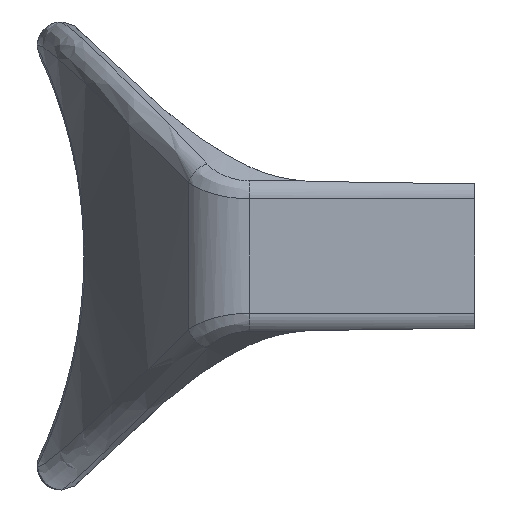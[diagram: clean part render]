
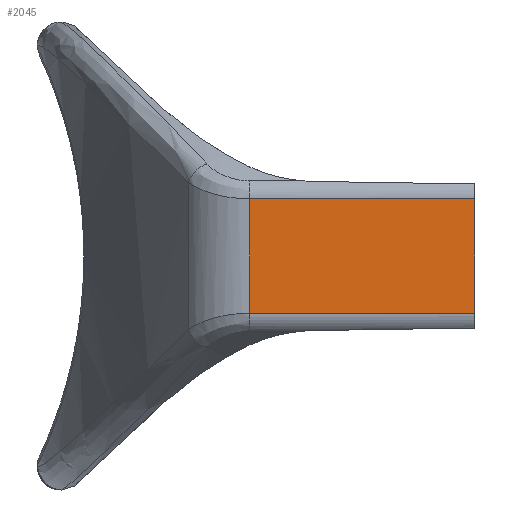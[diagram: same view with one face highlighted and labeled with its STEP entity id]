
A CAD part, left-side view. The second image highlights one B-rep face of the part: STEP entity #2045.
In plain terms, the highlighted planar face has unit normal (-1, 0, 0).
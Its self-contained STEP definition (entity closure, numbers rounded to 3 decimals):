
#108 = EDGE_LOOP ( 'NONE', ( #2943, #2532, #2589, #1873, #3681 ) ) ;
#709 = CARTESIAN_POINT ( 'NONE',  ( -117., 8.831, 3.18 ) ) ;
#795 = LINE ( 'NONE', #3476, #2140 ) ;
#1026 = DIRECTION ( 'NONE',  ( -1., 0., 0. ) ) ;
#1082 = CARTESIAN_POINT ( 'NONE',  ( -117., 0., 0. ) ) ;
#1189 = CARTESIAN_POINT ( 'NONE',  ( -117., 0., 0. ) ) ;
#1247 = EDGE_CURVE ( 'NONE', #3254, #3485, #3419, .T. ) ;
#1329 = CARTESIAN_POINT ( 'NONE',  ( -117., 0., 3.18 ) ) ;
#1397 = VECTOR ( 'NONE', #3049, 1000. ) ;
#1494 = AXIS2_PLACEMENT_3D ( 'NONE', #4165, #1026, #3414 ) ;
#1549 = VERTEX_POINT ( 'NONE', #1585 ) ;
#1585 = CARTESIAN_POINT ( 'NONE',  ( -117., 0., 0. ) ) ;
#1715 = CARTESIAN_POINT ( 'NONE',  ( -117., 0., -3.18 ) ) ;
#1850 = VECTOR ( 'NONE', #2566, 1000. ) ;
#1873 = ORIENTED_EDGE ( 'NONE', *, *, #2757, .T. ) ;
#2045 = ADVANCED_FACE ( 'NONE', ( #3078 ), #2088, .T. ) ;
#2088 = PLANE ( 'NONE',  #1494 ) ;
#2140 = VECTOR ( 'NONE', #3894, 1000. ) ;
#2186 = EDGE_CURVE ( 'NONE', #4259, #2476, #795, .T. ) ;
#2269 = EDGE_CURVE ( 'NONE', #1549, #2476, #4286, .T. ) ;
#2476 = VERTEX_POINT ( 'NONE', #1715 ) ;
#2532 = ORIENTED_EDGE ( 'NONE', *, *, #2186, .T. ) ;
#2566 = DIRECTION ( 'NONE',  ( 0., 0., -1. ) ) ;
#2589 = ORIENTED_EDGE ( 'NONE', *, *, #2269, .F. ) ;
#2757 = EDGE_CURVE ( 'NONE', #1549, #3254, #3907, .T. ) ;
#2762 = CARTESIAN_POINT ( 'NONE',  ( -117., 12.5, -3.18 ) ) ;
#2943 = ORIENTED_EDGE ( 'NONE', *, *, #3919, .T. ) ;
#3049 = DIRECTION ( 'NONE',  ( 0., 1., 0. ) ) ;
#3078 = FACE_OUTER_BOUND ( 'NONE', #108, .T. ) ;
#3129 = DIRECTION ( 'NONE',  ( 0., 0., -1. ) ) ;
#3254 = VERTEX_POINT ( 'NONE', #1329 ) ;
#3414 = DIRECTION ( 'NONE',  ( 0., 0., 1. ) ) ;
#3419 = LINE ( 'NONE', #709, #1397 ) ;
#3444 = DIRECTION ( 'NONE',  ( 0., 0., 1. ) ) ;
#3476 = CARTESIAN_POINT ( 'NONE',  ( -117., 0., -3.18 ) ) ;
#3485 = VERTEX_POINT ( 'NONE', #3595 ) ;
#3595 = CARTESIAN_POINT ( 'NONE',  ( -117., 12.5, 3.18 ) ) ;
#3671 = VECTOR ( 'NONE', #3444, 1000. ) ;
#3681 = ORIENTED_EDGE ( 'NONE', *, *, #1247, .T. ) ;
#3768 = LINE ( 'NONE', #4154, #3977 ) ;
#3894 = DIRECTION ( 'NONE',  ( 0., -1., 0. ) ) ;
#3907 = LINE ( 'NONE', #1082, #3671 ) ;
#3919 = EDGE_CURVE ( 'NONE', #3485, #4259, #3768, .T. ) ;
#3977 = VECTOR ( 'NONE', #3129, 1000. ) ;
#4154 = CARTESIAN_POINT ( 'NONE',  ( -117., 12.5, -13. ) ) ;
#4165 = CARTESIAN_POINT ( 'NONE',  ( -117., 8.831, -12.895 ) ) ;
#4259 = VERTEX_POINT ( 'NONE', #2762 ) ;
#4286 = LINE ( 'NONE', #1189, #1850 ) ;
